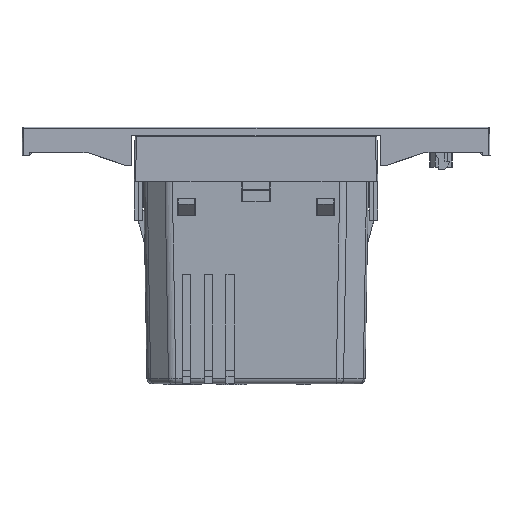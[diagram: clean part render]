
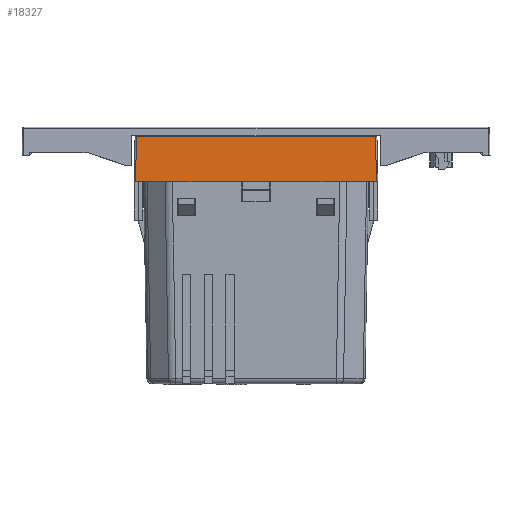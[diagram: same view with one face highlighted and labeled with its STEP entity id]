
A CAD part, top view. The second image highlights one B-rep face of the part: STEP entity #18327.
In plain terms, the highlighted face is planar.
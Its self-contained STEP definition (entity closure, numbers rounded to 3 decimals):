
#23 = DIRECTION ( 'NONE',  ( 0.017, 0., 1. ) ) ;
#142 = CARTESIAN_POINT ( 'NONE',  ( -11.086, 22.037, -7.626 ) ) ;
#406 = EDGE_CURVE ( 'NONE', #427, #13044, #11520, .T. ) ;
#427 = VERTEX_POINT ( 'NONE', #22167 ) ;
#880 = CARTESIAN_POINT ( 'NONE',  ( -11.1, -2.5, -8.4 ) ) ;
#1701 = VERTEX_POINT ( 'NONE', #880 ) ;
#2763 = CARTESIAN_POINT ( 'NONE',  ( -10.956, -22.3, -0.146 ) ) ;
#2862 = CARTESIAN_POINT ( 'NONE',  ( -11.1, -22.05, -8.404 ) ) ;
#3810 = AXIS2_PLACEMENT_3D ( 'NONE', #13680, #32756, #23 ) ;
#5496 = DIRECTION ( 'NONE',  ( 0., 1., 0. ) ) ;
#5669 = DIRECTION ( 'NONE',  ( 0.017, 0.017, 1. ) ) ;
#8913 = LINE ( 'NONE', #18204, #15342 ) ;
#11520 = LINE ( 'NONE', #2862, #32561 ) ;
#11679 = EDGE_CURVE ( 'NONE', #427, #1701, #8913, .T. ) ;
#12045 = VECTOR ( 'NONE', #21970, 1000. ) ;
#13044 = VERTEX_POINT ( 'NONE', #31511 ) ;
#13358 = EDGE_CURVE ( 'NONE', #32731, #35533, #29930, .T. ) ;
#13680 = CARTESIAN_POINT ( 'NONE',  ( -11.1, -22.3, -8.4 ) ) ;
#14278 = ORIENTED_EDGE ( 'NONE', *, *, #13358, .F. ) ;
#14354 = VECTOR ( 'NONE', #35286, 1000. ) ;
#15342 = VECTOR ( 'NONE', #25368, 1000. ) ;
#16048 = CARTESIAN_POINT ( 'NONE',  ( -11.1, -2.5, -8.4 ) ) ;
#16411 = PLANE ( 'NONE',  #3810 ) ;
#16725 = VECTOR ( 'NONE', #19438, 1000. ) ;
#18204 = CARTESIAN_POINT ( 'NONE',  ( -11.1, -22.3, -8.4 ) ) ;
#18327 = ADVANCED_FACE ( 'NONE', ( #27190 ), #16411, .T. ) ;
#18345 = ORIENTED_EDGE ( 'NONE', *, *, #11679, .F. ) ;
#19438 = DIRECTION ( 'NONE',  ( -0.017, 0.017, -1. ) ) ;
#20872 = CARTESIAN_POINT ( 'NONE',  ( -11.1, 22.05, -8.4 ) ) ;
#20905 = VECTOR ( 'NONE', #5496, 1000. ) ;
#21970 = DIRECTION ( 'NONE',  ( 0., 1., 0. ) ) ;
#22167 = CARTESIAN_POINT ( 'NONE',  ( -11.1, -22.05, -8.4 ) ) ;
#25368 = DIRECTION ( 'NONE',  ( 0., 1., 0. ) ) ;
#25781 = LINE ( 'NONE', #2763, #12045 ) ;
#27190 = FACE_OUTER_BOUND ( 'NONE', #27839, .T. ) ;
#27449 = ORIENTED_EDGE ( 'NONE', *, *, #30090, .T. ) ;
#27460 = ORIENTED_EDGE ( 'NONE', *, *, #30143, .T. ) ;
#27839 = EDGE_LOOP ( 'NONE', ( #31213, #27449, #27460, #14278, #27967, #18345 ) ) ;
#27967 = ORIENTED_EDGE ( 'NONE', *, *, #33846, .F. ) ;
#28259 = CARTESIAN_POINT ( 'NONE',  ( -10.956, 21.906, -0.146 ) ) ;
#28950 = LINE ( 'NONE', #16048, #14354 ) ;
#29930 = LINE ( 'NONE', #30182, #20905 ) ;
#30090 = EDGE_CURVE ( 'NONE', #13044, #33036, #25781, .T. ) ;
#30143 = EDGE_CURVE ( 'NONE', #33036, #35533, #31352, .T. ) ;
#30182 = CARTESIAN_POINT ( 'NONE',  ( -11.1, -22.3, -8.4 ) ) ;
#31213 = ORIENTED_EDGE ( 'NONE', *, *, #406, .T. ) ;
#31352 = LINE ( 'NONE', #142, #16725 ) ;
#31511 = CARTESIAN_POINT ( 'NONE',  ( -10.956, -21.906, -0.146 ) ) ;
#32561 = VECTOR ( 'NONE', #5669, 1000. ) ;
#32731 = VERTEX_POINT ( 'NONE', #35022 ) ;
#32756 = DIRECTION ( 'NONE',  ( -1., 0., 0.017 ) ) ;
#33036 = VERTEX_POINT ( 'NONE', #28259 ) ;
#33846 = EDGE_CURVE ( 'NONE', #1701, #32731, #28950, .T. ) ;
#35022 = CARTESIAN_POINT ( 'NONE',  ( -11.1, 2.5, -8.4 ) ) ;
#35286 = DIRECTION ( 'NONE',  ( 0., 1., 0. ) ) ;
#35533 = VERTEX_POINT ( 'NONE', #20872 ) ;
